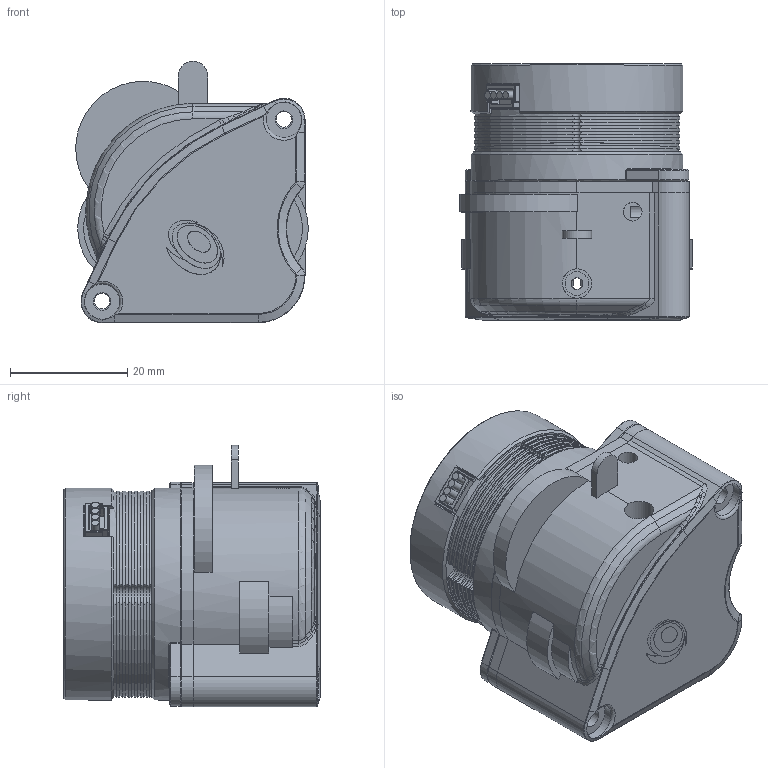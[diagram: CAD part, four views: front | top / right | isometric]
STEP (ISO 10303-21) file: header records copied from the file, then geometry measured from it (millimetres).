
FILE_DESCRIPTION(/* description */ (''),/* implementation_level */ '2;1');
FILE_NAME(/* name */ 'Bondtech LGX Light + LDO 20mm.step',/* time_stamp */ '2021-12-15T20:49:24+01:00',/* author */ (''),/* organization */ (''),/* preprocessor_version */ 'ST-DEVELOPER v18.1',/* originating_system */ 'Autodesk Translation Framework v10.10.0.1391',/* authorisation */ '');
FILE_SCHEMA (('AUTOMOTIVE_DESIGN { 1 0 10303 214 3 1 1 }'));
Length unit declared in the file: millimetre
Products named in the file (3): Bondtech LGX Light + LDO 20mm; LGX Lite Simplified v1; LDO-36STH20-1004AHG (1)
Assembly tree (2 placements, depth 2):
  Bondtech LGX Light + LDO 20mm
    LGX Lite Simplified v1
    LDO-36STH20-1004AHG (1)
Bounding box: 39.64 x 43.65 x 44.57 mm (x, y, z)
Volume: 49670.9 mm3; surface area: 16063.4 mm2
Topology: 15 solids, 15 shells, 677 faces, 1667 edges, 1049 vertices
Faces by surface type: plane 271, cylinder 190, bspline 136, cone 59, torus 19, sphere 2
Full cylindrical faces by diameter (mm): 1.3 x4, 2 x1, 2.5 x1, 2.6 x2, 2.65 x4, 3 x4, 3.15 x1, 3.2 x6, 3.76 x1, 3.8 x3, 4 x5, 4.05 x1, 4.36 x1, 4.44 x1, 4.9 x1, 5 x2, 6 x2, 16 x1, 16.5 x1, 36.2 x2
Entity records: 21740 total; most frequent: CARTESIAN_POINT 5731, ORIENTED_EDGE 3330, DIRECTION 3215, EDGE_CURVE 1665, AXIS2_PLACEMENT_3D 1245, VERTEX_POINT 1049, EDGE_LOOP 738, LINE 725
